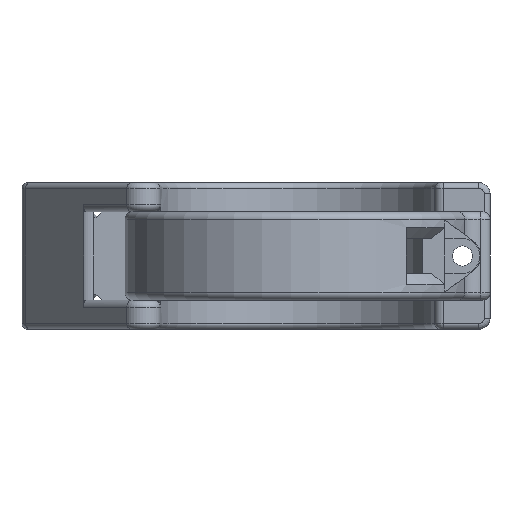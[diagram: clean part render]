
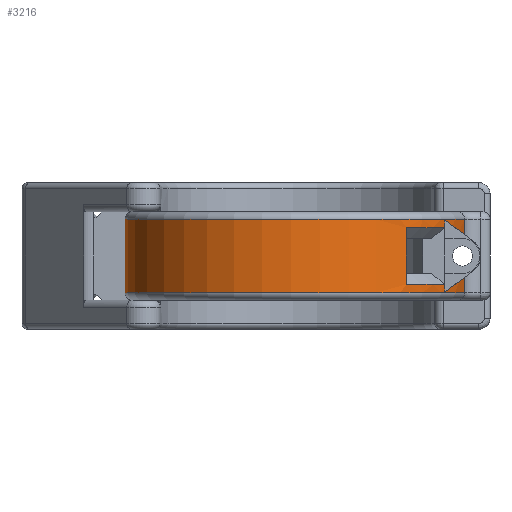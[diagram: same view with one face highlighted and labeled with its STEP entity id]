
A CAD part, front view. The second image highlights one B-rep face of the part: STEP entity #3216.
In plain terms, the highlighted cylindrical face has radius 47 mm (diameter 94 mm), a partial arc.
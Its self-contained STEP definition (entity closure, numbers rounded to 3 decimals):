
#3216 = ADVANCED_FACE('',(#3217),#3321,.T.);
#3217 = FACE_BOUND('',#3218,.T.);
#3218 = EDGE_LOOP('',(#3219,#3230,#3238,#3247,#3255,#3264,#3272,#3281,
    #3289,#3298,#3306,#3315));
#3219 = ORIENTED_EDGE('',*,*,#3220,.T.);
#3220 = EDGE_CURVE('',#3221,#3223,#3225,.T.);
#3221 = VERTEX_POINT('',#3222);
#3222 = CARTESIAN_POINT('',(45.561,-11.541,
    -5.829));
#3223 = VERTEX_POINT('',#3224);
#3224 = CARTESIAN_POINT('',(40.109,-24.5,-9.918));
#3225 = ELLIPSE('',#3226,58.75,47.);
#3226 = AXIS2_PLACEMENT_3D('',#3227,#3228,#3229);
#3227 = CARTESIAN_POINT('',(0.,0.,
    -40.));
#3228 = DIRECTION('',(0.6,0.,-0.8));
#3229 = DIRECTION('',(-0.8,0.,-0.6));
#3230 = ORIENTED_EDGE('',*,*,#3231,.F.);
#3231 = EDGE_CURVE('',#3232,#3223,#3234,.T.);
#3232 = VERTEX_POINT('',#3233);
#3233 = CARTESIAN_POINT('',(40.109,-24.5,-7.766));
#3234 = LINE('',#3235,#3236);
#3235 = CARTESIAN_POINT('',(40.109,-24.5,-12.));
#3236 = VECTOR('',#3237,1.);
#3237 = DIRECTION('',(-0.,-0.,-1.));
#3238 = ORIENTED_EDGE('',*,*,#3239,.T.);
#3239 = EDGE_CURVE('',#3232,#3240,#3242,.T.);
#3240 = VERTEX_POINT('',#3241);
#3241 = CARTESIAN_POINT('',(29.652,-36.466,
    -7.766));
#3242 = CIRCLE('',#3243,47.);
#3243 = AXIS2_PLACEMENT_3D('',#3244,#3245,#3246);
#3244 = CARTESIAN_POINT('',(0.,0.,
    -7.766));
#3245 = DIRECTION('',(0.,0.,-1.));
#3246 = DIRECTION('',(0.853,-0.521,0.)
  );
#3247 = ORIENTED_EDGE('',*,*,#3248,.F.);
#3248 = EDGE_CURVE('',#3249,#3240,#3251,.T.);
#3249 = VERTEX_POINT('',#3250);
#3250 = CARTESIAN_POINT('',(29.652,-36.466,
    7.766));
#3251 = LINE('',#3252,#3253);
#3252 = CARTESIAN_POINT('',(29.652,-36.466,
    4.766));
#3253 = VECTOR('',#3254,1.);
#3254 = DIRECTION('',(-0.,-0.,-1.));
#3255 = ORIENTED_EDGE('',*,*,#3256,.F.);
#3256 = EDGE_CURVE('',#3257,#3249,#3259,.T.);
#3257 = VERTEX_POINT('',#3258);
#3258 = CARTESIAN_POINT('',(40.109,-24.5,7.766));
#3259 = CIRCLE('',#3260,47.);
#3260 = AXIS2_PLACEMENT_3D('',#3261,#3262,#3263);
#3261 = CARTESIAN_POINT('',(0.,0.,
    7.766));
#3262 = DIRECTION('',(0.,0.,-1.));
#3263 = DIRECTION('',(0.853,-0.521,0.)
  );
#3264 = ORIENTED_EDGE('',*,*,#3265,.F.);
#3265 = EDGE_CURVE('',#3266,#3257,#3268,.T.);
#3266 = VERTEX_POINT('',#3267);
#3267 = CARTESIAN_POINT('',(40.109,-24.5,9.918));
#3268 = LINE('',#3269,#3270);
#3269 = CARTESIAN_POINT('',(40.109,-24.5,-12.));
#3270 = VECTOR('',#3271,1.);
#3271 = DIRECTION('',(-0.,-0.,-1.));
#3272 = ORIENTED_EDGE('',*,*,#3273,.F.);
#3273 = EDGE_CURVE('',#3274,#3266,#3276,.T.);
#3274 = VERTEX_POINT('',#3275);
#3275 = CARTESIAN_POINT('',(45.561,-11.541,
    5.829));
#3276 = ELLIPSE('',#3277,58.75,47.);
#3277 = AXIS2_PLACEMENT_3D('',#3278,#3279,#3280);
#3278 = CARTESIAN_POINT('',(0.,0.,
    40.));
#3279 = DIRECTION('',(-0.6,0.,-0.8));
#3280 = DIRECTION('',(0.8,0.,-0.6));
#3281 = ORIENTED_EDGE('',*,*,#3282,.T.);
#3282 = EDGE_CURVE('',#3274,#3283,#3285,.T.);
#3283 = VERTEX_POINT('',#3284);
#3284 = CARTESIAN_POINT('',(45.561,-11.541,10.));
#3285 = LINE('',#3286,#3287);
#3286 = CARTESIAN_POINT('',(45.561,-11.541,-12.));
#3287 = VECTOR('',#3288,1.);
#3288 = DIRECTION('',(0.,0.,1.));
#3289 = ORIENTED_EDGE('',*,*,#3290,.T.);
#3290 = EDGE_CURVE('',#3283,#3291,#3293,.T.);
#3291 = VERTEX_POINT('',#3292);
#3292 = CARTESIAN_POINT('',(-47.,0.,10.));
#3293 = CIRCLE('',#3294,47.);
#3294 = AXIS2_PLACEMENT_3D('',#3295,#3296,#3297);
#3295 = CARTESIAN_POINT('',(0.,0.,10.)
  );
#3296 = DIRECTION('',(0.,-0.,-1.));
#3297 = DIRECTION('',(0.969,-0.246,0.));
#3298 = ORIENTED_EDGE('',*,*,#3299,.F.);
#3299 = EDGE_CURVE('',#3300,#3291,#3302,.T.);
#3300 = VERTEX_POINT('',#3301);
#3301 = CARTESIAN_POINT('',(-47.,0.,-10.));
#3302 = LINE('',#3303,#3304);
#3303 = CARTESIAN_POINT('',(-47.,0.,-12.));
#3304 = VECTOR('',#3305,1.);
#3305 = DIRECTION('',(0.,0.,1.));
#3306 = ORIENTED_EDGE('',*,*,#3307,.F.);
#3307 = EDGE_CURVE('',#3308,#3300,#3310,.T.);
#3308 = VERTEX_POINT('',#3309);
#3309 = CARTESIAN_POINT('',(45.561,-11.541,-10.));
#3310 = CIRCLE('',#3311,47.);
#3311 = AXIS2_PLACEMENT_3D('',#3312,#3313,#3314);
#3312 = CARTESIAN_POINT('',(0.,0.,-10.)
  );
#3313 = DIRECTION('',(0.,-0.,-1.));
#3314 = DIRECTION('',(0.969,-0.246,0.));
#3315 = ORIENTED_EDGE('',*,*,#3316,.T.);
#3316 = EDGE_CURVE('',#3308,#3221,#3317,.T.);
#3317 = LINE('',#3318,#3319);
#3318 = CARTESIAN_POINT('',(45.561,-11.541,-12.));
#3319 = VECTOR('',#3320,1.);
#3320 = DIRECTION('',(0.,0.,1.));
#3321 = CYLINDRICAL_SURFACE('',#3322,47.);
#3322 = AXIS2_PLACEMENT_3D('',#3323,#3324,#3325);
#3323 = CARTESIAN_POINT('',(0.,0.,-12.)
  );
#3324 = DIRECTION('',(-0.,-0.,-1.));
#3325 = DIRECTION('',(1.,0.,0.));
